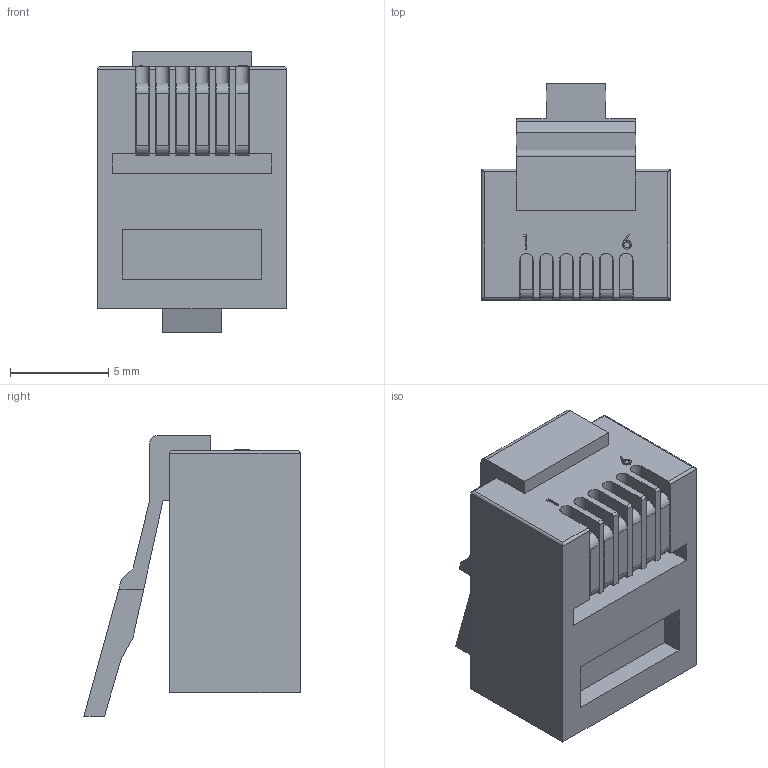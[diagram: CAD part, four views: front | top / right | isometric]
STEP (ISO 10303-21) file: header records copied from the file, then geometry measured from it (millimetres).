
FILE_DESCRIPTION (( 'STEP AP203' ), '1' );
FILE_NAME ('TSP3066R.STEP', '2006-06-30T18:56:48', ( ' ' ), ( ' ' ), 'SwSTEP 2.0', 'SolidWorks 2005354', '' );
FILE_SCHEMA (( 'CONFIG_CONTROL_DESIGN' ));
Length unit declared in the file: inch
Products named in the file (1): TSP3066R
Bounding box: 9.63 x 11.03 x 14.29 mm (x, y, z)
Volume: 684.3 mm3; surface area: 1044.1 mm2
Topology: 1 solids, 1 shells, 162 faces, 445 edges, 290 vertices
Faces by surface type: plane 118, cylinder 34, bspline 9, torus 1
Entity records: 5941 total; most frequent: CARTESIAN_POINT 1769, ORIENTED_EDGE 890, DIRECTION 794, EDGE_CURVE 445, VECTOR 352, LINE 352, VERTEX_POINT 290, AXIS2_PLACEMENT_3D 221
